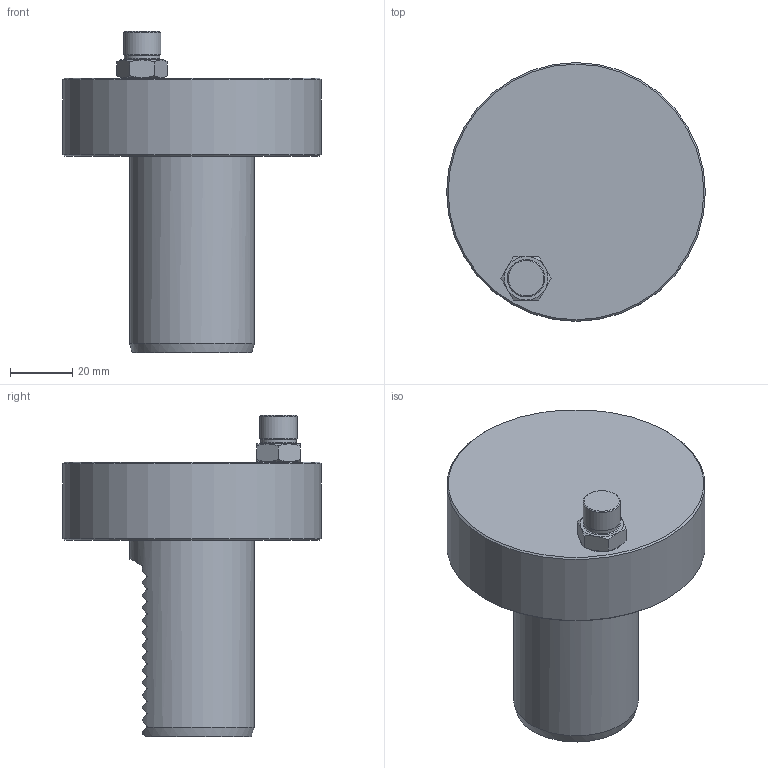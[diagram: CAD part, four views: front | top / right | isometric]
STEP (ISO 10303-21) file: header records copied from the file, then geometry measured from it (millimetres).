
FILE_DESCRIPTION(/* description */ (''),/* implementation_level */ '2;1');
FILE_NAME(/* name */ 'W1400064_stp.stp',/* time_stamp */ '2013-02-04T09:11:33+01:00',/* author */ (''),/* organization */ (''),/* preprocessor_version */ 'ST-DEVELOPER v11',/* originating_system */ 'SIEMENS PLM Software NX 7.5',/* authorisation */ '');
FILE_SCHEMA (('AUTOMOTIVE_DESIGN { 1 0 10303 214 1 1 1 1 }'));
Length unit declared in the file: millimetre
Products named in the file (1): furt5B3Eomb3
Bounding box: 83 x 83 x 103 mm (x, y, z)
Volume: 211656 mm3; surface area: 25941.6 mm2
Topology: 1 solids, 1 shells, 90 faces, 238 edges, 153 vertices
Faces by surface type: plane 54, cylinder 18, cone 17, torus 1
Full cylindrical faces by diameter (mm): 11.4 x1, 12 x1, 14 x1, 40 x1, 83 x1
Entity records: 3180 total; most frequent: CARTESIAN_POINT 1012, ORIENTED_EDGE 450, DIRECTION 440, EDGE_CURVE 225, AXIS2_PLACEMENT_3D 176, VERTEX_POINT 150, EDGE_LOOP 103, ADVANCED_FACE 90
